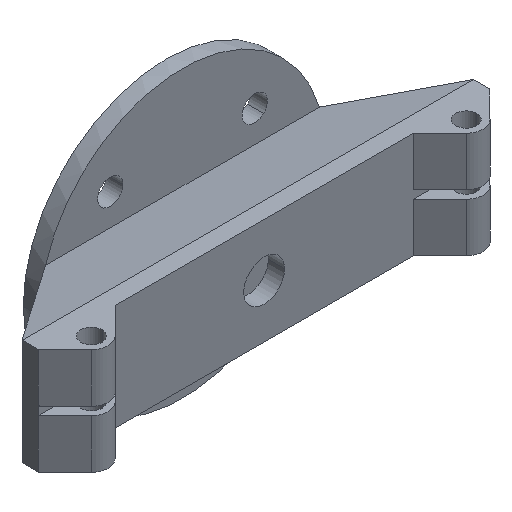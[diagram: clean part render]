
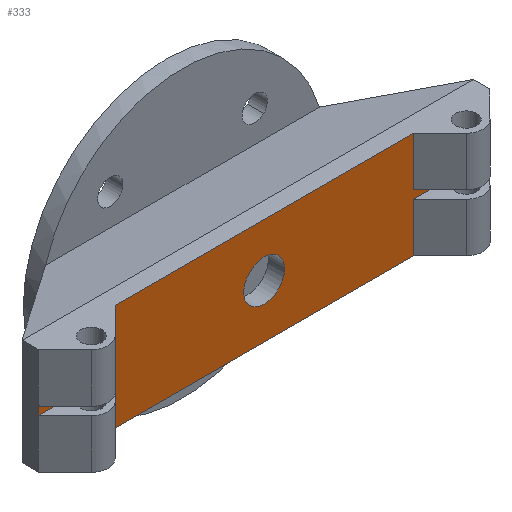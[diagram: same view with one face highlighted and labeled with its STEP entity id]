
A CAD part, isometric view. The second image highlights one B-rep face of the part: STEP entity #333.
In plain terms, the highlighted planar face has unit normal (0, -1, 0).
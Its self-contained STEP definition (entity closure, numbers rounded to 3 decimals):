
#9 = DIRECTION ( 'NONE',  ( -1., 0., 0. ) ) ;
#12 = EDGE_CURVE ( 'NONE', #1563, #1508, #691, .T. ) ;
#23 = VERTEX_POINT ( 'NONE', #677 ) ;
#32 = ORIENTED_EDGE ( 'NONE', *, *, #440, .F. ) ;
#45 = VECTOR ( 'NONE', #1171, 1000. ) ;
#54 = ORIENTED_EDGE ( 'NONE', *, *, #636, .F. ) ;
#73 = LINE ( 'NONE', #924, #1219 ) ;
#80 = CARTESIAN_POINT ( 'NONE',  ( -61.798, 31., 16. ) ) ;
#104 = CARTESIAN_POINT ( 'NONE',  ( -43.002, 31., 16. ) ) ;
#121 = DIRECTION ( 'NONE',  ( 1., 0., 0. ) ) ;
#146 = CARTESIAN_POINT ( 'NONE',  ( 48.798, 31., 15. ) ) ;
#176 = CARTESIAN_POINT ( 'NONE',  ( -52.4, 31., 14. ) ) ;
#195 = EDGE_LOOP ( 'NONE', ( #354, #32, #700, #1486, #692, #430, #1360, #1404, #54, #250, #359, #631 ) ) ;
#208 = VERTEX_POINT ( 'NONE', #480 ) ;
#210 = VERTEX_POINT ( 'NONE', #233 ) ;
#222 = VERTEX_POINT ( 'NONE', #1209 ) ;
#227 = VECTOR ( 'NONE', #798, 1000. ) ;
#232 = EDGE_CURVE ( 'NONE', #208, #1415, #777, .T. ) ;
#233 = CARTESIAN_POINT ( 'NONE',  ( -43.002, 31., 2. ) ) ;
#250 = ORIENTED_EDGE ( 'NONE', *, *, #887, .F. ) ;
#268 = DIRECTION ( 'NONE',  ( 0., 0., -1. ) ) ;
#272 = DIRECTION ( 'NONE',  ( 0., 1., 0. ) ) ;
#299 = CARTESIAN_POINT ( 'NONE',  ( -61.798, 31., 15. ) ) ;
#304 = LINE ( 'NONE', #1148, #1292 ) ;
#333 = ADVANCED_FACE ( 'NONE', ( #1112, #1483 ), #393, .T. ) ;
#334 = AXIS2_PLACEMENT_3D ( 'NONE', #1477, #649, #409 ) ;
#338 = VECTOR ( 'NONE', #470, 1000. ) ;
#342 = VERTEX_POINT ( 'NONE', #1234 ) ;
#354 = ORIENTED_EDGE ( 'NONE', *, *, #12, .F. ) ;
#359 = ORIENTED_EDGE ( 'NONE', *, *, #743, .T. ) ;
#392 = CARTESIAN_POINT ( 'NONE',  ( 30.002, 31., 2. ) ) ;
#393 = PLANE ( 'NONE',  #1241 ) ;
#405 = EDGE_CURVE ( 'NONE', #210, #918, #73, .T. ) ;
#409 = DIRECTION ( 'NONE',  ( 1., 0., 0. ) ) ;
#430 = ORIENTED_EDGE ( 'NONE', *, *, #1473, .F. ) ;
#432 = EDGE_CURVE ( 'NONE', #1508, #1107, #689, .T. ) ;
#440 = EDGE_CURVE ( 'NONE', #1415, #1563, #1051, .T. ) ;
#451 = LINE ( 'NONE', #1573, #338 ) ;
#459 = VECTOR ( 'NONE', #481, 1000. ) ;
#470 = DIRECTION ( 'NONE',  ( 1., 0., 0. ) ) ;
#480 = CARTESIAN_POINT ( 'NONE',  ( -61.798, 31., 14. ) ) ;
#481 = DIRECTION ( 'NONE',  ( 0., 0., 1. ) ) ;
#554 = LINE ( 'NONE', #176, #227 ) ;
#555 = VECTOR ( 'NONE', #1490, 1000. ) ;
#566 = DIRECTION ( 'NONE',  ( 0., 0., 1. ) ) ;
#579 = VERTEX_POINT ( 'NONE', #1446 ) ;
#601 = CARTESIAN_POINT ( 'NONE',  ( 30.002, 31., 16. ) ) ;
#610 = LINE ( 'NONE', #1349, #459 ) ;
#627 = DIRECTION ( 'NONE',  ( 0., 0., -1. ) ) ;
#631 = ORIENTED_EDGE ( 'NONE', *, *, #432, .F. ) ;
#636 = EDGE_CURVE ( 'NONE', #342, #222, #988, .T. ) ;
#637 = VERTEX_POINT ( 'NONE', #392 ) ;
#649 = DIRECTION ( 'NONE',  ( 0., 1., 0. ) ) ;
#677 = CARTESIAN_POINT ( 'NONE',  ( -1.5, 31., 15. ) ) ;
#689 = LINE ( 'NONE', #1405, #45 ) ;
#691 = LINE ( 'NONE', #1301, #914 ) ;
#692 = ORIENTED_EDGE ( 'NONE', *, *, #405, .F. ) ;
#696 = EDGE_LOOP ( 'NONE', ( #1418, #899 ) ) ;
#700 = ORIENTED_EDGE ( 'NONE', *, *, #232, .F. ) ;
#712 = AXIS2_PLACEMENT_3D ( 'NONE', #871, #272, #121 ) ;
#720 = CARTESIAN_POINT ( 'NONE',  ( -43.002, 31., 14. ) ) ;
#743 = EDGE_CURVE ( 'NONE', #1273, #1107, #304, .T. ) ;
#755 = EDGE_CURVE ( 'NONE', #918, #208, #554, .T. ) ;
#777 = LINE ( 'NONE', #299, #1314 ) ;
#788 = VECTOR ( 'NONE', #9, 1000. ) ;
#794 = CARTESIAN_POINT ( 'NONE',  ( -52.4, 31., 16. ) ) ;
#798 = DIRECTION ( 'NONE',  ( -1., 0., 0. ) ) ;
#800 = DIRECTION ( 'NONE',  ( 1., 0., 0. ) ) ;
#847 = LINE ( 'NONE', #1109, #788 ) ;
#871 = CARTESIAN_POINT ( 'NONE',  ( -6.5, 31., 15. ) ) ;
#876 = CARTESIAN_POINT ( 'NONE',  ( 30.002, 31., 28. ) ) ;
#887 = EDGE_CURVE ( 'NONE', #1273, #342, #451, .T. ) ;
#899 = ORIENTED_EDGE ( 'NONE', *, *, #1515, .T. ) ;
#914 = VECTOR ( 'NONE', #1070, 1000. ) ;
#918 = VERTEX_POINT ( 'NONE', #720 ) ;
#924 = CARTESIAN_POINT ( 'NONE',  ( -43.002, 31., 8. ) ) ;
#988 = LINE ( 'NONE', #146, #1485 ) ;
#1014 = CIRCLE ( 'NONE', #712, 5. ) ;
#1018 = CIRCLE ( 'NONE', #334, 5. ) ;
#1019 = VECTOR ( 'NONE', #800, 1000. ) ;
#1051 = LINE ( 'NONE', #794, #1019 ) ;
#1059 = EDGE_CURVE ( 'NONE', #579, #23, #1018, .T. ) ;
#1070 = DIRECTION ( 'NONE',  ( 0., 0., 1. ) ) ;
#1100 = CARTESIAN_POINT ( 'NONE',  ( 39.4, 31., 14. ) ) ;
#1107 = VERTEX_POINT ( 'NONE', #876 ) ;
#1109 = CARTESIAN_POINT ( 'NONE',  ( -6.5, 31., 2. ) ) ;
#1112 = FACE_BOUND ( 'NONE', #696, .T. ) ;
#1129 = DIRECTION ( 'NONE',  ( 0., -1., 0. ) ) ;
#1134 = DIRECTION ( 'NONE',  ( 0., 0., 1. ) ) ;
#1148 = CARTESIAN_POINT ( 'NONE',  ( 30.002, 31., 22. ) ) ;
#1171 = DIRECTION ( 'NONE',  ( 1., 0., 0. ) ) ;
#1209 = CARTESIAN_POINT ( 'NONE',  ( 48.798, 31., 14. ) ) ;
#1219 = VECTOR ( 'NONE', #566, 1000. ) ;
#1234 = CARTESIAN_POINT ( 'NONE',  ( 48.798, 31., 16. ) ) ;
#1241 = AXIS2_PLACEMENT_3D ( 'NONE', #1359, #1129, #268 ) ;
#1250 = VERTEX_POINT ( 'NONE', #1440 ) ;
#1273 = VERTEX_POINT ( 'NONE', #601 ) ;
#1292 = VECTOR ( 'NONE', #1544, 1000. ) ;
#1301 = CARTESIAN_POINT ( 'NONE',  ( -43.002, 31., 22. ) ) ;
#1305 = EDGE_CURVE ( 'NONE', #637, #1250, #610, .T. ) ;
#1314 = VECTOR ( 'NONE', #1134, 1000. ) ;
#1345 = CARTESIAN_POINT ( 'NONE',  ( -43.002, 31., 28. ) ) ;
#1349 = CARTESIAN_POINT ( 'NONE',  ( 30.002, 31., 8. ) ) ;
#1359 = CARTESIAN_POINT ( 'NONE',  ( -61.798, 31., 2. ) ) ;
#1360 = ORIENTED_EDGE ( 'NONE', *, *, #1305, .T. ) ;
#1404 = ORIENTED_EDGE ( 'NONE', *, *, #1496, .F. ) ;
#1405 = CARTESIAN_POINT ( 'NONE',  ( -6.5, 31., 28. ) ) ;
#1415 = VERTEX_POINT ( 'NONE', #80 ) ;
#1418 = ORIENTED_EDGE ( 'NONE', *, *, #1059, .T. ) ;
#1440 = CARTESIAN_POINT ( 'NONE',  ( 30.002, 31., 14. ) ) ;
#1446 = CARTESIAN_POINT ( 'NONE',  ( -11.5, 31., 15. ) ) ;
#1462 = LINE ( 'NONE', #1100, #555 ) ;
#1473 = EDGE_CURVE ( 'NONE', #637, #210, #847, .T. ) ;
#1477 = CARTESIAN_POINT ( 'NONE',  ( -6.5, 31., 15. ) ) ;
#1483 = FACE_OUTER_BOUND ( 'NONE', #195, .T. ) ;
#1485 = VECTOR ( 'NONE', #627, 1000. ) ;
#1486 = ORIENTED_EDGE ( 'NONE', *, *, #755, .F. ) ;
#1490 = DIRECTION ( 'NONE',  ( -1., 0., 0. ) ) ;
#1496 = EDGE_CURVE ( 'NONE', #222, #1250, #1462, .T. ) ;
#1508 = VERTEX_POINT ( 'NONE', #1345 ) ;
#1515 = EDGE_CURVE ( 'NONE', #23, #579, #1014, .T. ) ;
#1544 = DIRECTION ( 'NONE',  ( 0., 0., 1. ) ) ;
#1563 = VERTEX_POINT ( 'NONE', #104 ) ;
#1573 = CARTESIAN_POINT ( 'NONE',  ( 39.4, 31., 16. ) ) ;
